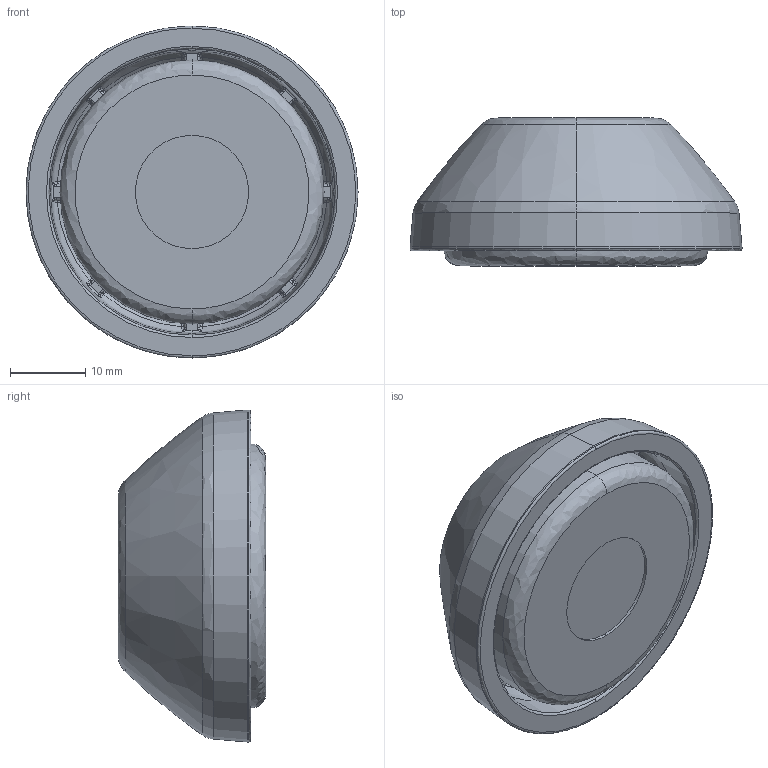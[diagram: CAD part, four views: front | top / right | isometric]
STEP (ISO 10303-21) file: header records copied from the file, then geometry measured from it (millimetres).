
FILE_DESCRIPTION (( 'STEP AP214' ), '1' );
FILE_NAME ('098D045KG.STEP', '2014-08-22T08:31:49', ( '' ), ( '' ), 'SwSTEP 2.0', 'SolidWorks 2014', '' );
FILE_SCHEMA (( 'AUTOMOTIVE_DESIGN' ));
Length unit declared in the file: millimetre
Products named in the file (1): 098D045KG
Bounding box: 44 x 19.6 x 44 mm (x, y, z)
Volume: 16725.8 mm3; surface area: 9109.5 mm2
Topology: 2 solids, 2 shells, 359 faces, 866 edges, 489 vertices
Faces by surface type: bspline 254, plane 39, cylinder 34, cone 32
Entity records: 19050 total; most frequent: CARTESIAN_POINT 8590, ORIENTED_EDGE 1680, DIRECTION 926, EDGE_CURVE 840, VERTEX_POINT 489, B_SPLINE_CURVE_WITH_KNOTS 421, AXIS2_PLACEMENT_3D 416, UNCERTAINTY_MEASURE_WITH_UNIT 363
